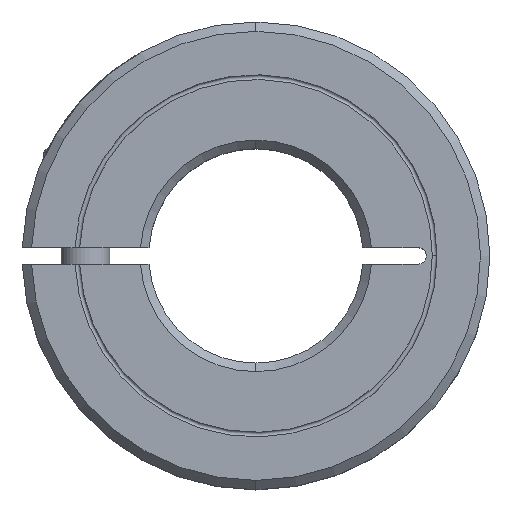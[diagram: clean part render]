
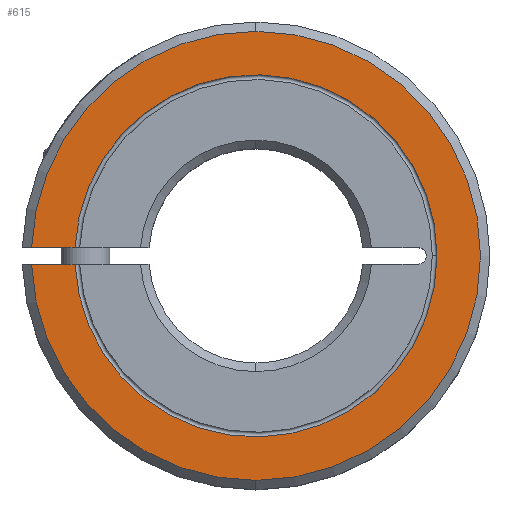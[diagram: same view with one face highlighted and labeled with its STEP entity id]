
A CAD part, top view. The second image highlights one B-rep face of the part: STEP entity #615.
In plain terms, the highlighted planar face has unit normal (0, 0, 1).
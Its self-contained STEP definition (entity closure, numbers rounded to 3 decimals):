
#455=EDGE_CURVE('',#479,#613,#1191,.T.);
#479=VERTEX_POINT('',#1217);
#505=EDGE_CURVE('',#965,#1057,#1250,.T.);
#591=EDGE_CURVE('',#613,#701,#1347,.T.);
#613=VERTEX_POINT('',#1372);
#615=ADVANCED_FACE('',(#1374),#1375,.T.);
#643=VERTEX_POINT('',#1404);
#701=VERTEX_POINT('',#1469);
#863=EDGE_CURVE('',#479,#927,#1647,.T.);
#873=EDGE_CURVE('',#927,#643,#1658,.T.);
#927=VERTEX_POINT('',#1716);
#965=VERTEX_POINT('',#1761);
#1047=EDGE_CURVE('',#643,#1057,#1851,.T.);
#1057=VERTEX_POINT('',#1862);
#1093=EDGE_CURVE('',#701,#965,#1902,.T.);
#1191=LINE('',#2049,#2050);
#1217=CARTESIAN_POINT('',(-23.025,0.84,15.0));
#1250=LINE('',#2123,#2124);
#1347=CIRCLE('',#2270,18.58);
#1372=CARTESIAN_POINT('',(-18.561,0.84,15.0));
#1374=FACE_OUTER_BOUND('',#2333,.T.);
#1375=PLANE('',#2334);
#1404=CARTESIAN_POINT('',(0.,-23.04,15.0));
#1469=CARTESIAN_POINT('',(18.58,0.,15.0));
#1647=CIRCLE('',#2796,23.04);
#1658=CIRCLE('',#2812,23.04);
#1716=CARTESIAN_POINT('',(0.,23.04,15.0));
#1761=CARTESIAN_POINT('',(-18.561,-0.84,15.0));
#1851=CIRCLE('',#3121,23.04);
#1862=CARTESIAN_POINT('',(-23.025,-0.84,15.0));
#1902=CIRCLE('',#3210,18.58);
#2049=CARTESIAN_POINT('',(-2.085,0.84,15.0));
#2050=VECTOR('',#3299,1.0);
#2123=CARTESIAN_POINT('',(-2.085,-0.84,15.0));
#2124=VECTOR('',#3399,1.0);
#2270=AXIS2_PLACEMENT_3D('',#3518,#3519,#3520);
#2333=EDGE_LOOP('',(#3552,#3553,#3554,#3555,#3556,#3557,#3558));
#2334=AXIS2_PLACEMENT_3D('',#3559,#3560,#3561);
#2796=AXIS2_PLACEMENT_3D('',#3831,#3832,#3833);
#2812=AXIS2_PLACEMENT_3D('',#3849,#3850,#3851);
#3121=AXIS2_PLACEMENT_3D('',#4094,#4095,#4096);
#3210=AXIS2_PLACEMENT_3D('',#4157,#4158,#4159);
#3299=DIRECTION('',(1.0,0.0,0.));
#3399=DIRECTION('',(-1.0,0.0,0.));
#3518=CARTESIAN_POINT('',(0.,0.,15.0));
#3519=DIRECTION('',(0.,0.,-1.0));
#3520=DIRECTION('',(1.0,0.,0.));
#3552=ORIENTED_EDGE('',*,*,#505,.T.);
#3553=ORIENTED_EDGE('',*,*,#1047,.F.);
#3554=ORIENTED_EDGE('',*,*,#873,.F.);
#3555=ORIENTED_EDGE('',*,*,#863,.F.);
#3556=ORIENTED_EDGE('',*,*,#455,.T.);
#3557=ORIENTED_EDGE('',*,*,#591,.T.);
#3558=ORIENTED_EDGE('',*,*,#1093,.T.);
#3559=CARTESIAN_POINT('',(0.,17.46,15.0));
#3560=DIRECTION('',(0.,0.,1.0));
#3561=DIRECTION('',(0.,-1.0,0.));
#3831=CARTESIAN_POINT('',(0.,0.0,15.0));
#3832=DIRECTION('',(0.,0.0,-1.0));
#3833=DIRECTION('',(0.0,1.0,0.0));
#3849=CARTESIAN_POINT('',(0.,0.0,15.0));
#3850=DIRECTION('',(0.,0.0,-1.0));
#3851=DIRECTION('',(0.0,1.0,0.0));
#4094=CARTESIAN_POINT('',(0.,0.0,15.0));
#4095=DIRECTION('',(0.,0.0,-1.0));
#4096=DIRECTION('',(0.0,1.0,0.0));
#4157=CARTESIAN_POINT('',(0.,0.,15.0));
#4158=DIRECTION('',(0.,0.,-1.0));
#4159=DIRECTION('',(1.0,0.,0.));
